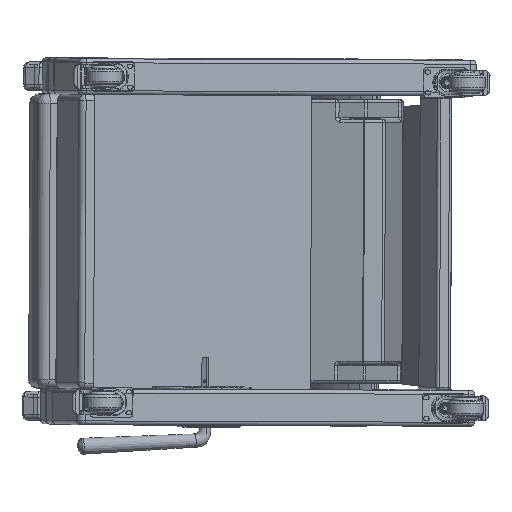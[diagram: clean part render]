
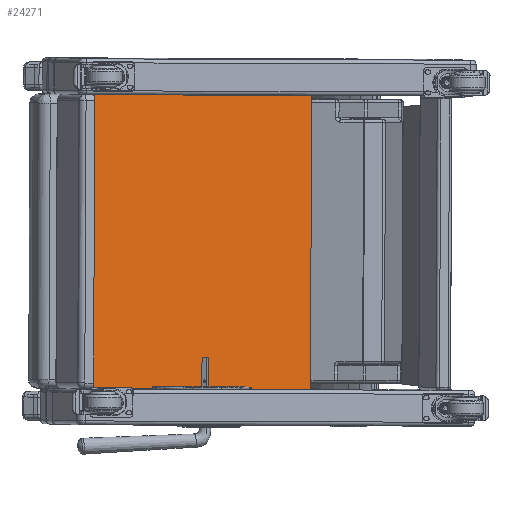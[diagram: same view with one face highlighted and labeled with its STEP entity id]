
A CAD part, front view. The second image highlights one B-rep face of the part: STEP entity #24271.
In plain terms, the highlighted face is planar.
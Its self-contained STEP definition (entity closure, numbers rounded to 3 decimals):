
#1465=PLANE('',#26369);
#2628=FACE_OUTER_BOUND('',#4105,.T.);
#4105=EDGE_LOOP('',(#17525,#17526,#17527,#17528));
#5678=LINE('',#44810,#7350);
#5685=LINE('',#44824,#7357);
#5687=LINE('',#44827,#7359);
#5693=LINE('',#44844,#7365);
#7350=VECTOR('',#29877,0.394);
#7357=VECTOR('',#29886,0.394);
#7359=VECTOR('',#29890,0.394);
#7365=VECTOR('',#29906,0.394);
#10563=VERTEX_POINT('',#44807);
#10564=VERTEX_POINT('',#44809);
#10569=VERTEX_POINT('',#44821);
#10570=VERTEX_POINT('',#44823);
#13289=EDGE_CURVE('',#10563,#10564,#5678,.T.);
#13296=EDGE_CURVE('',#10569,#10570,#5685,.T.);
#13298=EDGE_CURVE('',#10563,#10570,#5687,.T.);
#13304=EDGE_CURVE('',#10569,#10564,#5693,.T.);
#17525=ORIENTED_EDGE('',*,*,#13304,.T.);
#17526=ORIENTED_EDGE('',*,*,#13289,.F.);
#17527=ORIENTED_EDGE('',*,*,#13298,.T.);
#17528=ORIENTED_EDGE('',*,*,#13296,.F.);
#24271=ADVANCED_FACE('',(#2628),#1465,.T.);
#26369=AXIS2_PLACEMENT_3D('',#44845,#29907,#29908);
#29877=DIRECTION('',(1.,0.,0.));
#29886=DIRECTION('',(-1.,0.,0.));
#29890=DIRECTION('',(0.,0.,-1.));
#29906=DIRECTION('',(0.,0.,1.));
#29907=DIRECTION('center_axis',(0.,-1.,0.));
#29908=DIRECTION('ref_axis',(1.,0.,0.));
#44807=CARTESIAN_POINT('',(-12.334,-1.974,12.313));
#44809=CARTESIAN_POINT('',(6.683,-1.974,12.313));
#44810=CARTESIAN_POINT('',(-12.334,-1.974,12.313));
#44821=CARTESIAN_POINT('',(6.683,-1.974,-12.313));
#44823=CARTESIAN_POINT('',(-12.334,-1.974,-12.313));
#44824=CARTESIAN_POINT('',(-12.334,-1.974,-12.313));
#44827=CARTESIAN_POINT('',(-12.334,-1.974,0.));
#44844=CARTESIAN_POINT('',(6.683,-1.974,0.));
#44845=CARTESIAN_POINT('Origin',(-12.334,-1.974,0.));
